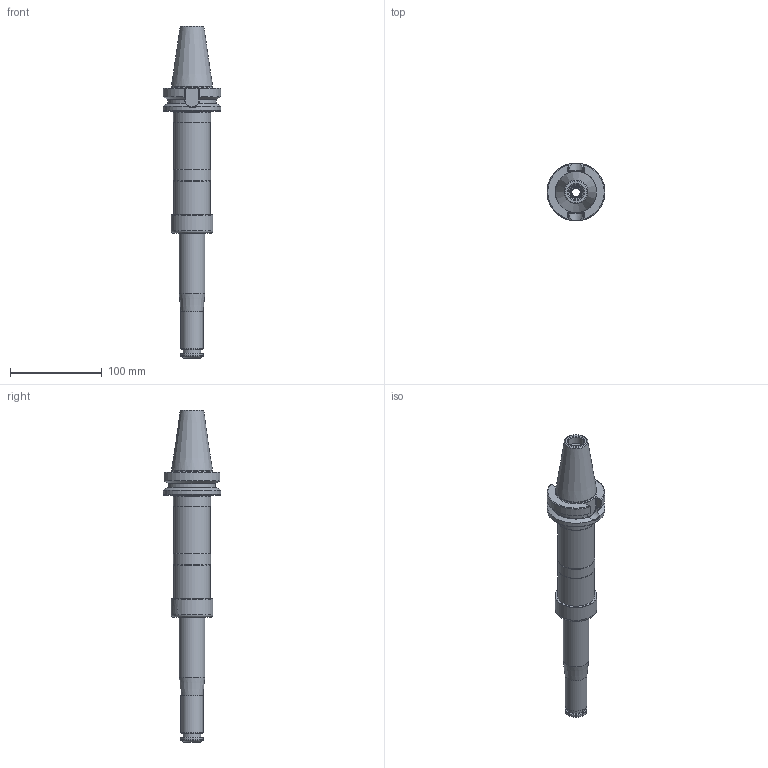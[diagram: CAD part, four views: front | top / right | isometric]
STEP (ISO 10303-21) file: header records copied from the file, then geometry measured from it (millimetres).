
FILE_DESCRIPTION(/* description */ (''),/* implementation_level */ '2;1');
FILE_NAME(/* name */ '884173130.stp',/* time_stamp */ '2023-03-15T12:05:01',/* author */ ('Ratnasingam Jekanthan'),/* organization */ ('REGO-FIX'),/* preprocessor_version */ ' Unknown',/* originating_system */ 'SIEMENS PLM Software Solid Edge ST10',/* authorization */ 'Unknown');
FILE_SCHEMA (('AUTOMOTIVE_DESIGN { 1 0 10303 214 2 1 1}'));
Length unit declared in the file: millimetre
Products named in the file (1): NOCUT
Bounding box: 63 x 63 x 360.9 mm (x, y, z)
Volume: 326134.6 mm3; surface area: 68903.3 mm2
Topology: 1 solids, 3 shells, 155 faces, 358 edges, 220 vertices
Faces by surface type: plane 52, cone 39, cylinder 37, torus 25, bspline 2
Full cylindrical faces by diameter (mm): 9 x1, 10 x1, 13 x1, 13.835 x2, 15 x1, 17 x1, 19.5 x1, 23.8 x1, 24 x2, 24.7 x1, 25 x1, 28 x1, 29 x1, 33 x1, 34 x1, 38.376 x1, 40 x2, 40.05 x1, 40.5 x2, 43.3 x1, 45.65 x1, 63 x1
Entity records: 5075 total; most frequent: CARTESIAN_POINT 855, DIRECTION 672, ORIENTED_EDGE 522, AXIS2_PLACEMENT_3D 300, EDGE_CURVE 261, EDGE_LOOP 250, FACE_BOUND 250, VERTEX_POINT 201
